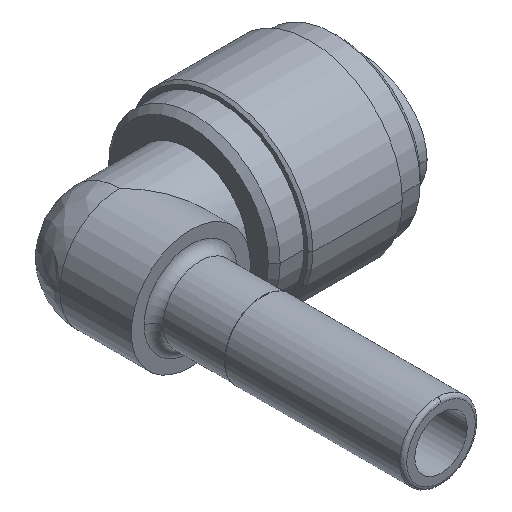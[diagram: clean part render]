
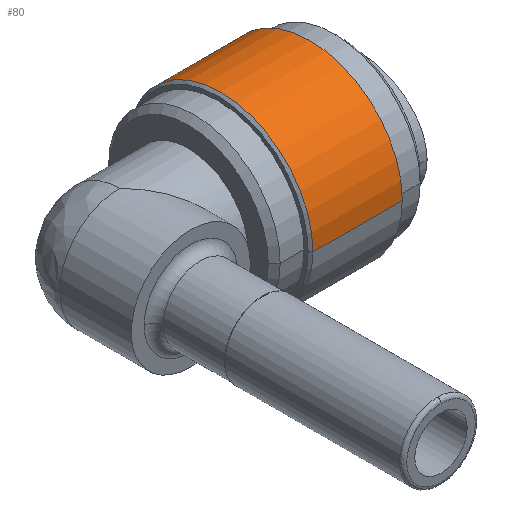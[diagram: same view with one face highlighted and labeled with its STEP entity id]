
A CAD part, isometric view. The second image highlights one B-rep face of the part: STEP entity #80.
In plain terms, the highlighted cylindrical face has radius 7.75 mm (diameter 15.5 mm), a partial arc.
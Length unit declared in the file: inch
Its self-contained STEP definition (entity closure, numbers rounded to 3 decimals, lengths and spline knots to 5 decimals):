
#26 = ORIENTED_EDGE ( 'NONE', *, *, #321, .F. ) ;
#80 = ADVANCED_FACE ( 'NONE', ( #141 ), #1450, .T. ) ;
#96 = CARTESIAN_POINT ( 'NONE',  ( 0.62992, 0.75787, 0. ) ) ;
#123 = VERTEX_POINT ( 'NONE', #702 ) ;
#141 = FACE_OUTER_BOUND ( 'NONE', #892, .T. ) ;
#224 = ORIENTED_EDGE ( 'NONE', *, *, #1046, .T. ) ;
#321 = EDGE_CURVE ( 'NONE', #424, #123, #400, .T. ) ;
#329 = DIRECTION ( 'NONE',  ( 0., 1., 0. ) ) ;
#342 = CARTESIAN_POINT ( 'NONE',  ( 0.33465, 0.75787, 0. ) ) ;
#347 = DIRECTION ( 'NONE',  ( 1., 0., 0. ) ) ;
#372 = CARTESIAN_POINT ( 'NONE',  ( 0.48228, 1.36811, 0. ) ) ;
#400 = LINE ( 'NONE', #372, #877 ) ;
#424 = VERTEX_POINT ( 'NONE', #1316 ) ;
#505 = DIRECTION ( 'NONE',  ( 1., 0., 0. ) ) ;
#591 = CARTESIAN_POINT ( 'NONE',  ( 0.33465, 1.06299, 0. ) ) ;
#698 = VECTOR ( 'NONE', #347, 39.37008 ) ;
#702 = CARTESIAN_POINT ( 'NONE',  ( 0.62992, 1.36811, 0. ) ) ;
#783 = DIRECTION ( 'NONE',  ( 0., 1., 0. ) ) ;
#877 = VECTOR ( 'NONE', #1096, 39.37008 ) ;
#892 = EDGE_LOOP ( 'NONE', ( #1639, #1360, #224, #26 ) ) ;
#1030 = CIRCLE ( 'NONE', #1246, 0.30512 ) ;
#1046 = EDGE_CURVE ( 'NONE', #1341, #123, #1477, .T. ) ;
#1064 = DIRECTION ( 'NONE',  ( -1., 0., 0. ) ) ;
#1088 = VERTEX_POINT ( 'NONE', #342 ) ;
#1096 = DIRECTION ( 'NONE',  ( 1., 0., 0. ) ) ;
#1246 = AXIS2_PLACEMENT_3D ( 'NONE', #591, #1836, #783 ) ;
#1316 = CARTESIAN_POINT ( 'NONE',  ( 0.33465, 1.36811, 0. ) ) ;
#1341 = VERTEX_POINT ( 'NONE', #96 ) ;
#1360 = ORIENTED_EDGE ( 'NONE', *, *, #1621, .T. ) ;
#1376 = AXIS2_PLACEMENT_3D ( 'NONE', #2112, #1064, #2291 ) ;
#1450 = CYLINDRICAL_SURFACE ( 'NONE', #1720, 0.30512 ) ;
#1477 = CIRCLE ( 'NONE', #1376, 0.30512 ) ;
#1621 = EDGE_CURVE ( 'NONE', #1088, #1341, #2103, .T. ) ;
#1639 = ORIENTED_EDGE ( 'NONE', *, *, #2203, .T. ) ;
#1720 = AXIS2_PLACEMENT_3D ( 'NONE', #2081, #505, #329 ) ;
#1836 = DIRECTION ( 'NONE',  ( 1., 0., 0. ) ) ;
#2081 = CARTESIAN_POINT ( 'NONE',  ( 0.48228, 1.06299, 0. ) ) ;
#2103 = LINE ( 'NONE', #2288, #698 ) ;
#2112 = CARTESIAN_POINT ( 'NONE',  ( 0.62992, 1.06299, 0. ) ) ;
#2203 = EDGE_CURVE ( 'NONE', #424, #1088, #1030, .T. ) ;
#2288 = CARTESIAN_POINT ( 'NONE',  ( 0.48228, 0.75787, 0. ) ) ;
#2291 = DIRECTION ( 'NONE',  ( 0., 1., 0. ) ) ;
